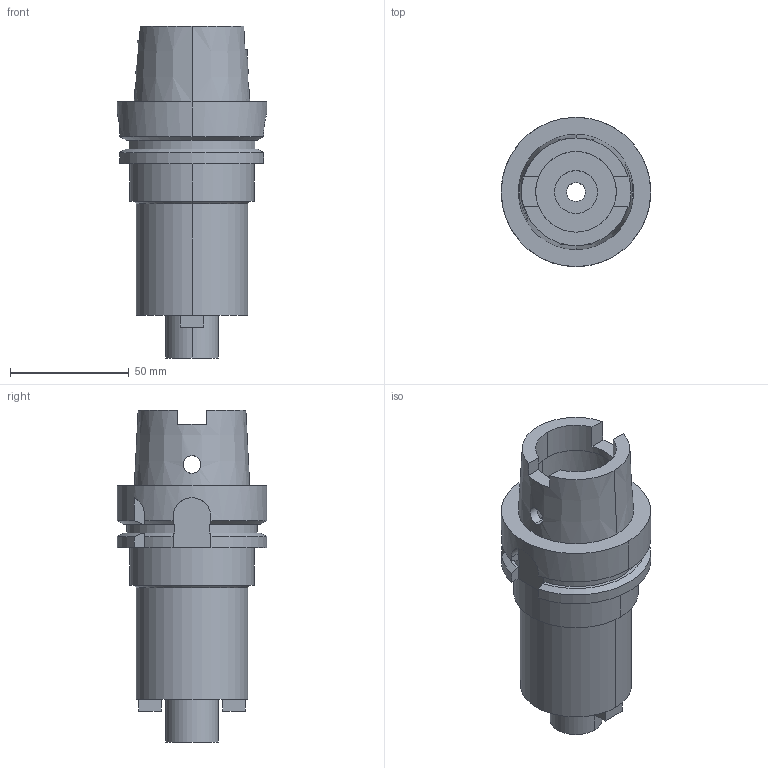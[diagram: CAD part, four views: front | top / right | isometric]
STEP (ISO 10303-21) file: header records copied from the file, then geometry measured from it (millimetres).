
FILE_DESCRIPTION((''),'2;1');
FILE_NAME('HSK-A63-FMH22-47-90','2017-09-14T',('ykawabe'),(''),'CREO PARAMETRIC BY PTC INC, 2016380','CREO PARAMETRIC BY PTC INC, 2016380','');
FILE_SCHEMA(('AUTOMOTIVE_DESIGN { 1 0 10303 214 1 1 1 1 }'));
Length unit declared in the file: millimetre
Products named in the file (1): HSK-A63-FMH22-47-90
Bounding box: 63 x 63 x 140 mm (x, y, z)
Volume: 203233.4 mm3; surface area: 35870.3 mm2
Topology: 1 solids, 1 shells, 97 faces, 264 edges, 176 vertices
Faces by surface type: plane 45, cylinder 38, cone 12, torus 2
Entity records: 4360 total; most frequent: CARTESIAN_POINT 775, DIRECTION 539, ORIENTED_EDGE 528, PRESENTATION_STYLE_ASSIGNMENT 269, STYLED_ITEM 269, CURVE_STYLE 268, EDGE_CURVE 264, AXIS2_PLACEMENT_3D 204
